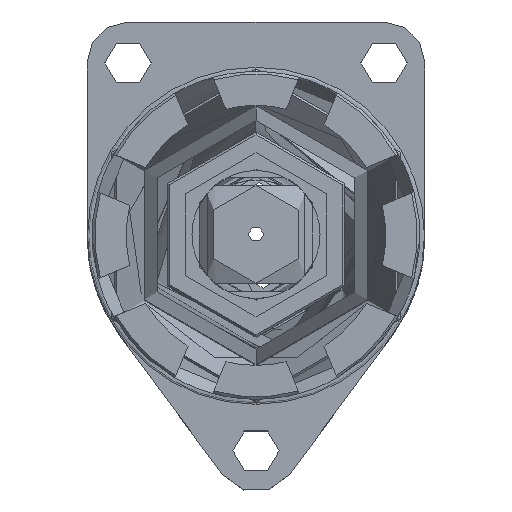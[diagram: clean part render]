
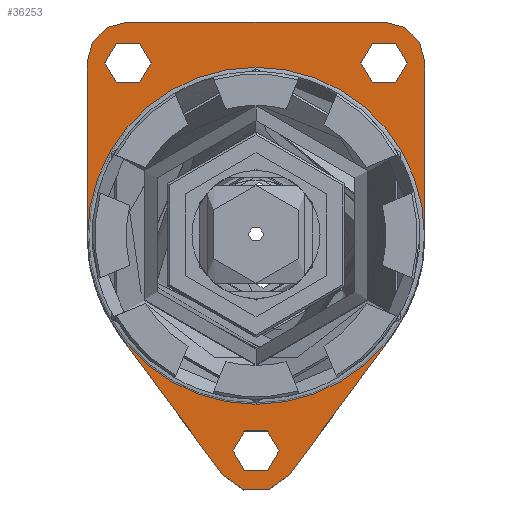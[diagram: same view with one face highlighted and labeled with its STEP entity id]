
A CAD part, top view. The second image highlights one B-rep face of the part: STEP entity #36253.
In plain terms, the highlighted planar face has unit normal (0, 0, 1).
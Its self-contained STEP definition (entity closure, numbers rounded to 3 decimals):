
#35744=DIRECTION('',(0.,-1.,0.));
#35745=VECTOR('',#35744,33.749);
#35746=CARTESIAN_POINT('',(-33.,33.749,554.3));
#35747=LINE('',#35746,#35745);
#35748=CARTESIAN_POINT('',(-25.,33.749,554.3));
#35749=DIRECTION('',(0.,0.,1.));
#35750=DIRECTION('',(0.,1.,0.));
#35751=AXIS2_PLACEMENT_3D('',#35748,#35749,#35750);
#35753=DIRECTION('',(-1.,0.,0.));
#35754=VECTOR('',#35753,50.);
#35755=CARTESIAN_POINT('',(25.,41.749,554.3));
#35756=LINE('',#35755,#35754);
#35757=CARTESIAN_POINT('',(25.,33.749,554.3));
#35758=DIRECTION('',(0.,0.,1.));
#35759=DIRECTION('',(1.,0.,0.));
#35760=AXIS2_PLACEMENT_3D('',#35757,#35758,#35759);
#35762=DIRECTION('',(0.,1.,0.));
#35763=VECTOR('',#35762,33.749);
#35764=CARTESIAN_POINT('',(33.,0.,554.3));
#35765=LINE('',#35764,#35763);
#35766=CARTESIAN_POINT('',(0.,0.,554.3));
#35767=DIRECTION('',(0.,0.,1.));
#35768=DIRECTION('',(0.804,-0.595,0.));
#35769=AXIS2_PLACEMENT_3D('',#35766,#35767,#35768);
#35771=DIRECTION('',(0.595,0.804,0.));
#35772=VECTOR('',#35771,33.749);
#35773=CARTESIAN_POINT('',(6.428,-46.762,554.3));
#35774=LINE('',#35773,#35772);
#35775=CARTESIAN_POINT('',(0.,-42.,554.3));
#35776=DIRECTION('',(0.,0.,1.));
#35777=DIRECTION('',(-0.804,-0.595,0.));
#35778=AXIS2_PLACEMENT_3D('',#35775,#35776,#35777);
#35780=DIRECTION('',(0.595,-0.804,0.));
#35781=VECTOR('',#35780,33.749);
#35782=CARTESIAN_POINT('',(-26.517,-19.643,554.3));
#35783=LINE('',#35782,#35781);
#35784=CARTESIAN_POINT('',(0.,0.,554.3));
#35785=DIRECTION('',(0.,0.,1.));
#35786=DIRECTION('',(-1.,0.,0.));
#35787=AXIS2_PLACEMENT_3D('',#35784,#35785,#35786);
#35789=CARTESIAN_POINT('',(-25.,33.749,554.3));
#35790=DIRECTION('',(0.,0.,1.));
#35791=DIRECTION('',(-1.,0.,0.));
#35792=AXIS2_PLACEMENT_3D('',#35789,#35790,#35791);
#35794=CARTESIAN_POINT('',(-25.,33.749,554.3));
#35795=DIRECTION('',(0.,0.,1.));
#35796=DIRECTION('',(1.,0.,0.));
#35797=AXIS2_PLACEMENT_3D('',#35794,#35795,#35796);
#35799=CARTESIAN_POINT('',(0.,-42.,554.3));
#35800=DIRECTION('',(0.,0.,1.));
#35801=DIRECTION('',(-1.,0.,0.));
#35802=AXIS2_PLACEMENT_3D('',#35799,#35800,#35801);
#35804=CARTESIAN_POINT('',(0.,-42.,554.3));
#35805=DIRECTION('',(0.,0.,1.));
#35806=DIRECTION('',(1.,0.,0.));
#35807=AXIS2_PLACEMENT_3D('',#35804,#35805,#35806);
#35809=CARTESIAN_POINT('',(25.,33.749,554.3));
#35810=DIRECTION('',(0.,0.,1.));
#35811=DIRECTION('',(-1.,0.,0.));
#35812=AXIS2_PLACEMENT_3D('',#35809,#35810,#35811);
#35814=CARTESIAN_POINT('',(25.,33.749,554.3));
#35815=DIRECTION('',(0.,0.,1.));
#35816=DIRECTION('',(1.,0.,0.));
#35817=AXIS2_PLACEMENT_3D('',#35814,#35815,#35816);
#35819=CARTESIAN_POINT('',(0.,0.,554.3));
#35820=DIRECTION('',(0.,0.,-1.));
#35821=DIRECTION('',(0.,1.,0.));
#35822=AXIS2_PLACEMENT_3D('',#35819,#35820,#35821);
#35824=CARTESIAN_POINT('',(0.,0.,554.3));
#35825=DIRECTION('',(0.,0.,-1.));
#35826=DIRECTION('',(0.,-1.,0.));
#35827=AXIS2_PLACEMENT_3D('',#35824,#35825,#35826);
#36042=CARTESIAN_POINT('',(-25.,41.749,554.3));
#36043=CARTESIAN_POINT('',(-33.,33.749,554.3));
#36044=VERTEX_POINT('',#36042);
#36045=VERTEX_POINT('',#36043);
#36046=CARTESIAN_POINT('',(-33.,0.,554.3));
#36047=VERTEX_POINT('',#36046);
#36048=CARTESIAN_POINT('',(-26.517,-19.643,554.3));
#36049=VERTEX_POINT('',#36048);
#36050=CARTESIAN_POINT('',(-6.428,-46.762,554.3));
#36051=VERTEX_POINT('',#36050);
#36052=CARTESIAN_POINT('',(6.428,-46.762,554.3));
#36053=VERTEX_POINT('',#36052);
#36054=CARTESIAN_POINT('',(26.517,-19.643,554.3));
#36055=VERTEX_POINT('',#36054);
#36056=CARTESIAN_POINT('',(33.,0.,554.3));
#36057=VERTEX_POINT('',#36056);
#36074=CARTESIAN_POINT('',(-29.5,33.749,554.3));
#36075=CARTESIAN_POINT('',(-20.5,33.749,554.3));
#36076=VERTEX_POINT('',#36074);
#36077=VERTEX_POINT('',#36075);
#36082=CARTESIAN_POINT('',(-4.5,-42.,554.3));
#36083=CARTESIAN_POINT('',(4.5,-42.,554.3));
#36084=VERTEX_POINT('',#36082);
#36085=VERTEX_POINT('',#36083);
#36094=CARTESIAN_POINT('',(0.,32.9,554.3));
#36095=CARTESIAN_POINT('',(0.,-32.9,554.3));
#36096=VERTEX_POINT('',#36094);
#36097=VERTEX_POINT('',#36095);
#36102=CARTESIAN_POINT('',(33.,33.749,554.3));
#36103=VERTEX_POINT('',#36102);
#36104=CARTESIAN_POINT('',(25.,41.749,554.3));
#36105=VERTEX_POINT('',#36104);
#36110=CARTESIAN_POINT('',(20.5,33.749,554.3));
#36111=CARTESIAN_POINT('',(29.5,33.749,554.3));
#36112=VERTEX_POINT('',#36110);
#36113=VERTEX_POINT('',#36111);
#36204=CARTESIAN_POINT('',(0.,0.,554.3));
#36205=DIRECTION('',(0.,0.,1.));
#36206=DIRECTION('',(1.,0.,0.));
#36207=AXIS2_PLACEMENT_3D('',#36204,#36205,#36206);
#36208=PLANE('',#36207);
#36210=ORIENTED_EDGE('',*,*,#36209,.F.);
#36212=ORIENTED_EDGE('',*,*,#36211,.F.);
#36214=ORIENTED_EDGE('',*,*,#36213,.F.);
#36216=ORIENTED_EDGE('',*,*,#36215,.F.);
#36218=ORIENTED_EDGE('',*,*,#36217,.F.);
#36220=ORIENTED_EDGE('',*,*,#36219,.F.);
#36222=ORIENTED_EDGE('',*,*,#36221,.F.);
#36224=ORIENTED_EDGE('',*,*,#36223,.F.);
#36226=ORIENTED_EDGE('',*,*,#36225,.F.);
#36228=ORIENTED_EDGE('',*,*,#36227,.F.);
#36229=EDGE_LOOP('',(#36210,#36212,#36214,#36216,#36218,#36220,#36222,#36224,
#36226,#36228));
#36230=FACE_OUTER_BOUND('',#36229,.F.);
#36232=ORIENTED_EDGE('',*,*,#36231,.T.);
#36234=ORIENTED_EDGE('',*,*,#36233,.T.);
#36235=EDGE_LOOP('',(#36232,#36234));
#36236=FACE_BOUND('',#36235,.F.);
#36238=ORIENTED_EDGE('',*,*,#36237,.T.);
#36240=ORIENTED_EDGE('',*,*,#36239,.T.);
#36241=EDGE_LOOP('',(#36238,#36240));
#36242=FACE_BOUND('',#36241,.F.);
#36244=ORIENTED_EDGE('',*,*,#36243,.T.);
#36246=ORIENTED_EDGE('',*,*,#36245,.T.);
#36247=EDGE_LOOP('',(#36244,#36246));
#36248=FACE_BOUND('',#36247,.F.);
#36249=ORIENTED_EDGE('',*,*,#36171,.F.);
#36250=ORIENTED_EDGE('',*,*,#36186,.F.);
#36251=EDGE_LOOP('',(#36249,#36250));
#36252=FACE_BOUND('',#36251,.F.);
#36253=ADVANCED_FACE('',(#36230,#36236,#36242,#36248,#36252),#36208,.T.);
#35752=CIRCLE('',#35751,8.);
#35761=CIRCLE('',#35760,8.);
#35770=CIRCLE('',#35769,33.);
#35779=CIRCLE('',#35778,8.);
#35788=CIRCLE('',#35787,33.);
#35793=CIRCLE('',#35792,4.5);
#35798=CIRCLE('',#35797,4.5);
#35803=CIRCLE('',#35802,4.5);
#35808=CIRCLE('',#35807,4.5);
#35813=CIRCLE('',#35812,4.5);
#35818=CIRCLE('',#35817,4.5);
#35823=CIRCLE('',#35822,32.9);
#35828=CIRCLE('',#35827,32.9);
#36171=EDGE_CURVE('',#36096,#36097,#35823,.T.);
#36186=EDGE_CURVE('',#36097,#36096,#35828,.T.);
#36209=EDGE_CURVE('',#36045,#36047,#35747,.T.);
#36211=EDGE_CURVE('',#36044,#36045,#35752,.T.);
#36213=EDGE_CURVE('',#36105,#36044,#35756,.T.);
#36215=EDGE_CURVE('',#36103,#36105,#35761,.T.);
#36217=EDGE_CURVE('',#36057,#36103,#35765,.T.);
#36219=EDGE_CURVE('',#36055,#36057,#35770,.T.);
#36221=EDGE_CURVE('',#36053,#36055,#35774,.T.);
#36223=EDGE_CURVE('',#36051,#36053,#35779,.T.);
#36225=EDGE_CURVE('',#36049,#36051,#35783,.T.);
#36227=EDGE_CURVE('',#36047,#36049,#35788,.T.);
#36231=EDGE_CURVE('',#36076,#36077,#35793,.T.);
#36233=EDGE_CURVE('',#36077,#36076,#35798,.T.);
#36237=EDGE_CURVE('',#36084,#36085,#35803,.T.);
#36239=EDGE_CURVE('',#36085,#36084,#35808,.T.);
#36243=EDGE_CURVE('',#36112,#36113,#35813,.T.);
#36245=EDGE_CURVE('',#36113,#36112,#35818,.T.);
